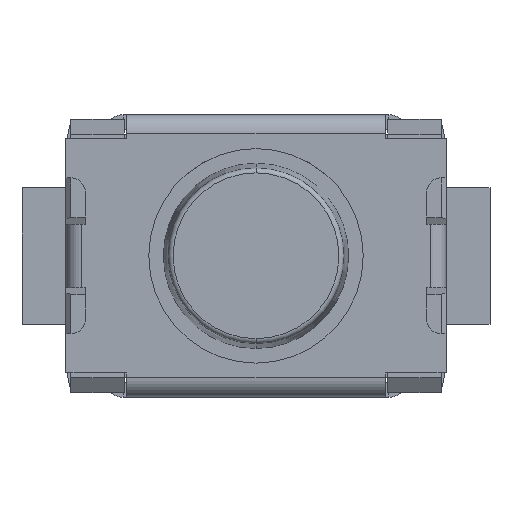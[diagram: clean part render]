
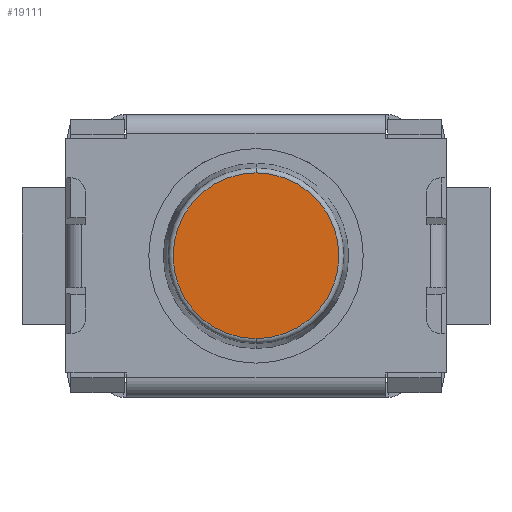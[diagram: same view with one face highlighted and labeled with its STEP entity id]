
A CAD part, top view. The second image highlights one B-rep face of the part: STEP entity #19111.
In plain terms, the highlighted planar face has unit normal (0, 0, 1).
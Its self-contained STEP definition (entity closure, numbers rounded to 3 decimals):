
#21 = EDGE_CURVE('',#22,#24,#26,.T.);
#22 = VERTEX_POINT('',#23);
#23 = CARTESIAN_POINT('',(0.,0.85,2.));
#24 = VERTEX_POINT('',#25);
#25 = CARTESIAN_POINT('',(0.,-0.85,2.));
#26 = SURFACE_CURVE('',#27,(#32,#44),.PCURVE_S1.);
#27 = CIRCLE('',#28,0.85);
#28 = AXIS2_PLACEMENT_3D('',#29,#30,#31);
#29 = CARTESIAN_POINT('',(0.,0.,2.));
#30 = DIRECTION('',(0.,0.,-1.));
#31 = DIRECTION('',(0.,1.,0.));
#32 = PCURVE('',#33,#38);
#33 = TOROIDAL_SURFACE('',#34,0.85,0.05);
#34 = AXIS2_PLACEMENT_3D('',#35,#36,#37);
#35 = CARTESIAN_POINT('',(0.,0.,1.95));
#36 = DIRECTION('',(0.,0.,-1.));
#37 = DIRECTION('',(0.,1.,0.));
#38 = DEFINITIONAL_REPRESENTATION('',(#39),#43);
#39 = LINE('',#40,#41);
#40 = CARTESIAN_POINT('',(0.,4.712));
#41 = VECTOR('',#42,1.);
#42 = DIRECTION('',(1.,0.));
#43 = ( GEOMETRIC_REPRESENTATION_CONTEXT(2) 
PARAMETRIC_REPRESENTATION_CONTEXT() REPRESENTATION_CONTEXT('2D SPACE',''
  ) );
#44 = PCURVE('',#45,#50);
#45 = PLANE('',#46);
#46 = AXIS2_PLACEMENT_3D('',#47,#48,#49);
#47 = CARTESIAN_POINT('',(0.85,0.,2.));
#48 = DIRECTION('',(0.,0.,1.));
#49 = DIRECTION('',(0.,-1.,0.));
#50 = DEFINITIONAL_REPRESENTATION('',(#51),#59);
#51 = ( BOUNDED_CURVE() B_SPLINE_CURVE(2,(#52,#53,#54,#55,#56,#57,#58),
.UNSPECIFIED.,.T.,.F.) B_SPLINE_CURVE_WITH_KNOTS((1,2,2,2,2,1),(
    -2.094,0.,2.094,4.189,6.283,
8.378),.UNSPECIFIED.) CURVE() GEOMETRIC_REPRESENTATION_ITEM() 
RATIONAL_B_SPLINE_CURVE((1.,0.5,1.,0.5,1.,0.5,1.)) REPRESENTATION_ITEM(
  '') );
#52 = CARTESIAN_POINT('',(-0.85,-0.85));
#53 = CARTESIAN_POINT('',(-0.85,0.622));
#54 = CARTESIAN_POINT('',(0.425,-0.114));
#55 = CARTESIAN_POINT('',(1.7,-0.85));
#56 = CARTESIAN_POINT('',(0.425,-1.586));
#57 = CARTESIAN_POINT('',(-0.85,-2.322));
#58 = CARTESIAN_POINT('',(-0.85,-0.85));
#59 = ( GEOMETRIC_REPRESENTATION_CONTEXT(2) 
PARAMETRIC_REPRESENTATION_CONTEXT() REPRESENTATION_CONTEXT('2D SPACE',''
  ) );
#78 = TOROIDAL_SURFACE('',#79,0.85,0.05);
#79 = AXIS2_PLACEMENT_3D('',#80,#81,#82);
#80 = CARTESIAN_POINT('',(0.,0.,1.95));
#81 = DIRECTION('',(0.,0.,-1.));
#82 = DIRECTION('',(0.,1.,0.));
#19084 = EDGE_CURVE('',#24,#22,#19085,.T.);
#19085 = SURFACE_CURVE('',#19086,(#19091,#19098),.PCURVE_S1.);
#19086 = CIRCLE('',#19087,0.85);
#19087 = AXIS2_PLACEMENT_3D('',#19088,#19089,#19090);
#19088 = CARTESIAN_POINT('',(0.,0.,2.));
#19089 = DIRECTION('',(0.,0.,-1.));
#19090 = DIRECTION('',(0.,1.,0.));
#19091 = PCURVE('',#78,#19092);
#19092 = DEFINITIONAL_REPRESENTATION('',(#19093),#19097);
#19093 = LINE('',#19094,#19095);
#19094 = CARTESIAN_POINT('',(0.,4.712));
#19095 = VECTOR('',#19096,1.);
#19096 = DIRECTION('',(1.,0.));
#19097 = ( GEOMETRIC_REPRESENTATION_CONTEXT(2) 
PARAMETRIC_REPRESENTATION_CONTEXT() REPRESENTATION_CONTEXT('2D SPACE',''
  ) );
#19098 = PCURVE('',#45,#19099);
#19099 = DEFINITIONAL_REPRESENTATION('',(#19100),#19108);
#19100 = ( BOUNDED_CURVE() B_SPLINE_CURVE(2,(#19101,#19102,#19103,#19104
    ,#19105,#19106,#19107),.UNSPECIFIED.,.T.,.F.) 
B_SPLINE_CURVE_WITH_KNOTS((1,2,2,2,2,1),(-2.094,0.,
    2.094,4.189,6.283,8.378),
.UNSPECIFIED.) CURVE() GEOMETRIC_REPRESENTATION_ITEM() 
RATIONAL_B_SPLINE_CURVE((1.,0.5,1.,0.5,1.,0.5,1.)) REPRESENTATION_ITEM(
  '') );
#19101 = CARTESIAN_POINT('',(-0.85,-0.85));
#19102 = CARTESIAN_POINT('',(-0.85,0.622));
#19103 = CARTESIAN_POINT('',(0.425,-0.114));
#19104 = CARTESIAN_POINT('',(1.7,-0.85));
#19105 = CARTESIAN_POINT('',(0.425,-1.586));
#19106 = CARTESIAN_POINT('',(-0.85,-2.322));
#19107 = CARTESIAN_POINT('',(-0.85,-0.85));
#19108 = ( GEOMETRIC_REPRESENTATION_CONTEXT(2) 
PARAMETRIC_REPRESENTATION_CONTEXT() REPRESENTATION_CONTEXT('2D SPACE',''
  ) );
#19111 = ADVANCED_FACE('',(#19112),#45,.T.);
#19112 = FACE_BOUND('',#19113,.T.);
#19113 = EDGE_LOOP('',(#19114,#19115));
#19114 = ORIENTED_EDGE('',*,*,#21,.F.);
#19115 = ORIENTED_EDGE('',*,*,#19084,.F.);
